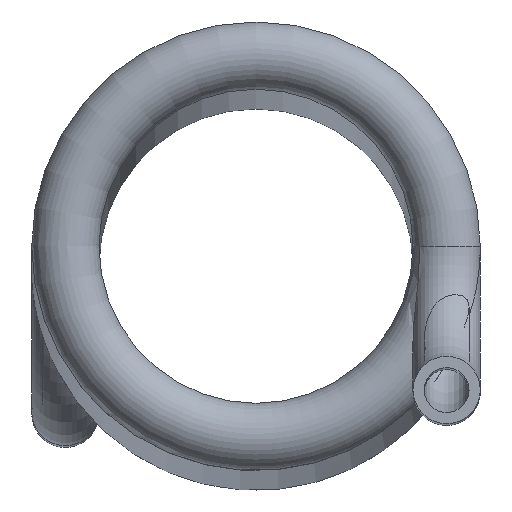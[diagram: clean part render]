
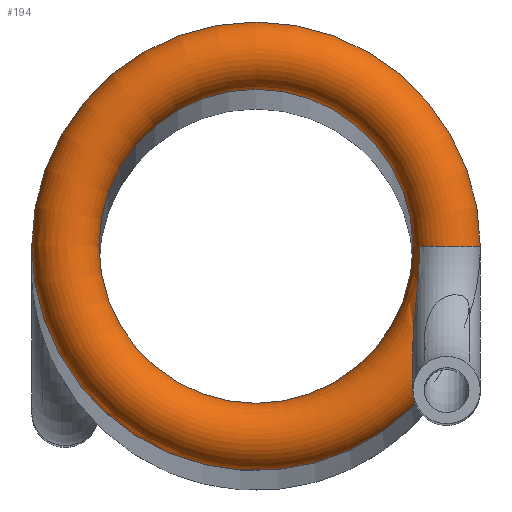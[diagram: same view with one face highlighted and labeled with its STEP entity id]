
A CAD part, top view. The second image highlights one B-rep face of the part: STEP entity #194.
In plain terms, the highlighted toroidal (fillet/blend) face has major radius 17 mm and minor radius 3 mm.
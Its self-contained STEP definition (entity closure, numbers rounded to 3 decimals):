
#28=B_SPLINE_CURVE_WITH_KNOTS('',3,(#322,#323,#324,#325,#326,#327,#328,
#329,#330,#331,#332,#333,#334,#335,#336),.UNSPECIFIED.,.F.,.F.,(4,1,1,1,
1,1,1,1,1,1,1,1,4),(0.,0.002,0.004,
0.006,0.008,0.009,0.01,
0.011,0.012,0.013,0.014,
0.015,0.016),.UNSPECIFIED.);
#34=ORIENTED_EDGE('',*,*,#74,.T.);
#35=ORIENTED_EDGE('',*,*,#75,.F.);
#36=ORIENTED_EDGE('',*,*,#76,.F.);
#37=ORIENTED_EDGE('',*,*,#77,.T.);
#74=EDGE_CURVE('',#94,#94,#112,.T.);
#75=EDGE_CURVE('',#95,#96,#113,.T.);
#76=EDGE_CURVE('',#97,#95,#28,.T.);
#77=EDGE_CURVE('',#97,#96,#114,.T.);
#94=VERTEX_POINT('',#318);
#95=VERTEX_POINT('',#320);
#96=VERTEX_POINT('',#321);
#97=VERTEX_POINT('',#337);
#112=CIRCLE('',#224,14.);
#113=CIRCLE('',#225,20.);
#114=CIRCLE('',#226,3.);
#126=EDGE_LOOP('',(#34));
#127=EDGE_LOOP('',(#35,#36,#37));
#156=FACE_BOUND('',#126,.T.);
#157=FACE_BOUND('',#127,.T.);
#186=TOROIDAL_SURFACE('',#223,17.,3.);
#194=ADVANCED_FACE('',(#156,#157),#186,.T.);
#223=AXIS2_PLACEMENT_3D('',#316,#255,#256);
#224=AXIS2_PLACEMENT_3D('',#317,#257,#258);
#225=AXIS2_PLACEMENT_3D('',#319,#259,#260);
#226=AXIS2_PLACEMENT_3D('',#338,#261,#262);
#255=DIRECTION('',(0.,0.,-1.));
#256=DIRECTION('',(-1.,0.,0.));
#257=DIRECTION('',(0.,0.,-1.));
#258=DIRECTION('',(-1.,0.,0.));
#259=DIRECTION('',(0.,0.,-1.));
#260=DIRECTION('',(-1.,0.,0.));
#261=DIRECTION('',(0.,1.,0.));
#262=DIRECTION('',(1.,0.,0.));
#316=CARTESIAN_POINT('',(0.,20.,-3.));
#317=CARTESIAN_POINT('',(0.,20.,-3.));
#318=CARTESIAN_POINT('',(-14.,20.,-3.));
#319=CARTESIAN_POINT('',(0.,20.,-3.));
#320=CARTESIAN_POINT('',(17.786,10.854,-3.));
#321=CARTESIAN_POINT('',(20.,20.,-3.));
#322=CARTESIAN_POINT('',(14.617,20.,-1.178));
#323=CARTESIAN_POINT('',(14.617,19.33,-1.177));
#324=CARTESIAN_POINT('',(14.569,17.991,-1.117));
#325=CARTESIAN_POINT('',(14.38,16.006,-0.861));
#326=CARTESIAN_POINT('',(14.14,14.046,-0.497));
#327=CARTESIAN_POINT('',(13.985,12.409,-0.176));
#328=CARTESIAN_POINT('',(14.007,11.076,-0.007));
#329=CARTESIAN_POINT('',(14.159,10.078,0.021));
#330=CARTESIAN_POINT('',(14.592,9.138,-0.182));
#331=CARTESIAN_POINT('',(15.389,8.719,-0.766));
#332=CARTESIAN_POINT('',(16.159,8.922,-1.426));
#333=CARTESIAN_POINT('',(16.807,9.414,-2.024));
#334=CARTESIAN_POINT('',(17.348,10.076,-2.552));
#335=CARTESIAN_POINT('',(17.649,10.587,-2.858));
#336=CARTESIAN_POINT('',(17.786,10.854,-3.));
#337=CARTESIAN_POINT('',(14.617,20.,-1.178));
#338=CARTESIAN_POINT('',(17.,20.,-3.));
